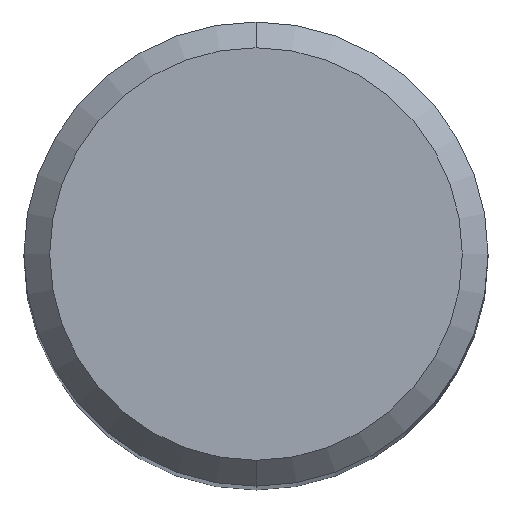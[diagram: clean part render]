
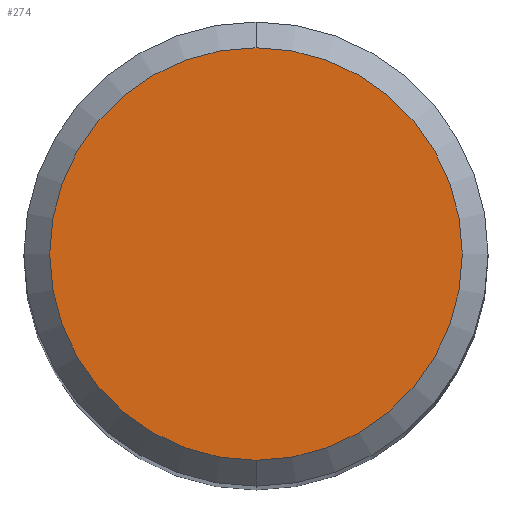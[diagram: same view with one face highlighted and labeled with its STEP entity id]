
A CAD part, top view. The second image highlights one B-rep face of the part: STEP entity #274.
In plain terms, the highlighted planar face has unit normal (0, 0, 1).
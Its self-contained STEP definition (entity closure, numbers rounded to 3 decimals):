
#196=VERTEX_POINT('',#499);
#254=EDGE_CURVE('',#196,#360,#561,.T.);
#274=ADVANCED_FACE('',(#582),#583,.T.);
#360=VERTEX_POINT('',#678);
#386=EDGE_CURVE('',#360,#196,#707,.T.);
#499=CARTESIAN_POINT('',(0.,-4.0,0.0));
#561=CIRCLE('',#969,4.0);
#582=FACE_OUTER_BOUND('',#1020,.T.);
#583=PLANE('',#1021);
#678=CARTESIAN_POINT('',(0.0,4.0,0.0));
#707=CIRCLE('',#1270,4.0);
#969=AXIS2_PLACEMENT_3D('',#1527,#1528,#1529);
#1020=EDGE_LOOP('',(#1547,#1548));
#1021=AXIS2_PLACEMENT_3D('',#1549,#1550,#1551);
#1270=AXIS2_PLACEMENT_3D('',#1685,#1686,#1687);
#1527=CARTESIAN_POINT('',(0.0,0.0,0.0));
#1528=DIRECTION('',(0.0,0.0,-1.0));
#1529=DIRECTION('',(0.0,1.0,0.0));
#1547=ORIENTED_EDGE('',*,*,#386,.F.);
#1548=ORIENTED_EDGE('',*,*,#254,.F.);
#1549=CARTESIAN_POINT('',(0.0,2.0,0.0));
#1550=DIRECTION('',(-0.0,0.0,1.0));
#1551=DIRECTION('',(0.0,-1.0,0.0));
#1685=CARTESIAN_POINT('',(0.0,0.0,0.0));
#1686=DIRECTION('',(0.0,0.0,-1.0));
#1687=DIRECTION('',(0.0,1.0,0.0));
